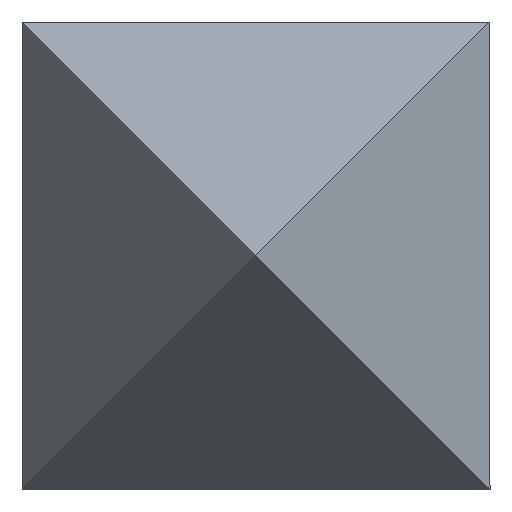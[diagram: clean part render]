
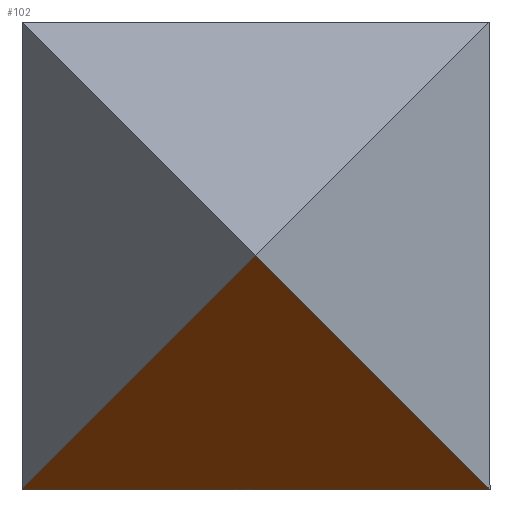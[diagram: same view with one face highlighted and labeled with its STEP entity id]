
A CAD part, top view. The second image highlights one B-rep face of the part: STEP entity #102.
In plain terms, the highlighted planar face has unit normal (0, -0.817, 0.577).
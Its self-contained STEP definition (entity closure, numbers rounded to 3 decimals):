
#1 = VERTEX_POINT ( 'NONE', #42 ) ;
#3 = VECTOR ( 'NONE', #139, 1000. ) ;
#9 = DIRECTION ( 'NONE',  ( 0., 0.577, 0.816 ) ) ;
#10 = CARTESIAN_POINT ( 'NONE',  ( 17.222, -20.143, 0. ) ) ;
#18 = EDGE_LOOP ( 'NONE', ( #52, #149, #67 ) ) ;
#21 = EDGE_CURVE ( 'NONE', #183, #1, #124, .T. ) ;
#42 = CARTESIAN_POINT ( 'NONE',  ( 17.222, -20.143, 0. ) ) ;
#45 = CARTESIAN_POINT ( 'NONE',  ( 0., -13.428, 9.495 ) ) ;
#52 = ORIENTED_EDGE ( 'NONE', *, *, #21, .T. ) ;
#56 = VECTOR ( 'NONE', #204, 1000. ) ;
#62 = FACE_OUTER_BOUND ( 'NONE', #18, .T. ) ;
#66 = VERTEX_POINT ( 'NONE', #141 ) ;
#67 = ORIENTED_EDGE ( 'NONE', *, *, #70, .F. ) ;
#70 = EDGE_CURVE ( 'NONE', #183, #66, #120, .T. ) ;
#73 = LINE ( 'NONE', #211, #56 ) ;
#86 = EDGE_CURVE ( 'NONE', #1, #66, #73, .T. ) ;
#102 = ADVANCED_FACE ( 'NONE', ( #62 ), #143, .F. ) ;
#115 = CARTESIAN_POINT ( 'NONE',  ( 37.222, -0.143, 28.284 ) ) ;
#120 = LINE ( 'NONE', #172, #147 ) ;
#124 = LINE ( 'NONE', #10, #3 ) ;
#139 = DIRECTION ( 'NONE',  ( -0.5, -0.5, -0.707 ) ) ;
#141 = CARTESIAN_POINT ( 'NONE',  ( 57.222, -20.143, 0. ) ) ;
#143 = PLANE ( 'NONE',  #200 ) ;
#147 = VECTOR ( 'NONE', #188, 1000. ) ;
#149 = ORIENTED_EDGE ( 'NONE', *, *, #86, .T. ) ;
#159 = DIRECTION ( 'NONE',  ( 0., 0.816, -0.577 ) ) ;
#172 = CARTESIAN_POINT ( 'NONE',  ( 57.222, -20.143, 0. ) ) ;
#183 = VERTEX_POINT ( 'NONE', #115 ) ;
#188 = DIRECTION ( 'NONE',  ( 0.5, -0.5, -0.707 ) ) ;
#200 = AXIS2_PLACEMENT_3D ( 'NONE', #45, #159, #9 ) ;
#204 = DIRECTION ( 'NONE',  ( 1., 0., 0. ) ) ;
#211 = CARTESIAN_POINT ( 'NONE',  ( 57.222, -20.143, 0. ) ) ;
